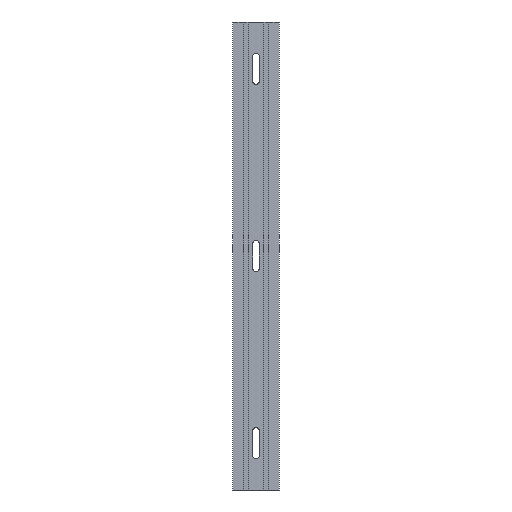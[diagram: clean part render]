
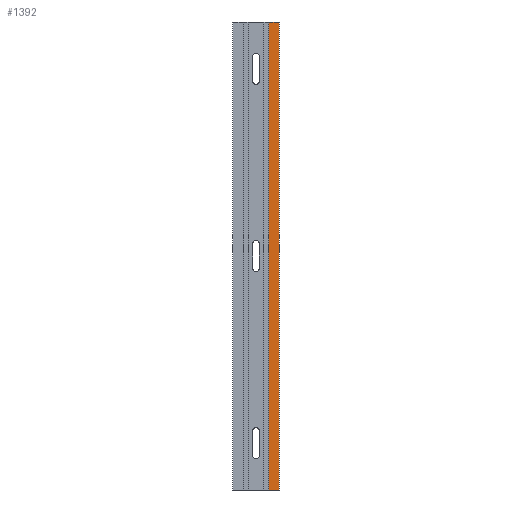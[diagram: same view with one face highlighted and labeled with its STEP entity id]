
A CAD part, front view. The second image highlights one B-rep face of the part: STEP entity #1392.
In plain terms, the highlighted planar face has unit normal (0, -1, 0).
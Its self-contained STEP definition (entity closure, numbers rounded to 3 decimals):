
#10 = VERTEX_POINT ( 'NONE', #1244 ) ;
#153 = DIRECTION ( 'NONE',  ( 1., 0., 0. ) ) ;
#210 = DIRECTION ( 'NONE',  ( 0., 0., 1. ) ) ;
#220 = FACE_OUTER_BOUND ( 'NONE', #1651, .T. ) ;
#268 = AXIS2_PLACEMENT_3D ( 'NONE', #497, #1092, #1844 ) ;
#292 = VECTOR ( 'NONE', #153, 1000. ) ;
#294 = VECTOR ( 'NONE', #210, 1000. ) ;
#343 = LINE ( 'NONE', #1539, #294 ) ;
#488 = CARTESIAN_POINT ( 'NONE',  ( 25., -6.353, 0. ) ) ;
#497 = CARTESIAN_POINT ( 'NONE',  ( 25., -6.353, -500. ) ) ;
#605 = DIRECTION ( 'NONE',  ( 0., 0., 1. ) ) ;
#672 = CARTESIAN_POINT ( 'NONE',  ( 25., -6.353, -500. ) ) ;
#708 = EDGE_CURVE ( 'NONE', #958, #1337, #894, .T. ) ;
#778 = VECTOR ( 'NONE', #1707, 1000. ) ;
#894 = LINE ( 'NONE', #1498, #292 ) ;
#926 = ORIENTED_EDGE ( 'NONE', *, *, #708, .T. ) ;
#951 = VERTEX_POINT ( 'NONE', #1425 ) ;
#958 = VERTEX_POINT ( 'NONE', #1897 ) ;
#1052 = ORIENTED_EDGE ( 'NONE', *, *, #1311, .F. ) ;
#1061 = ORIENTED_EDGE ( 'NONE', *, *, #1636, .T. ) ;
#1092 = DIRECTION ( 'NONE',  ( 0., -1., 0. ) ) ;
#1244 = CARTESIAN_POINT ( 'NONE',  ( 25., -6.353, 0. ) ) ;
#1296 = VECTOR ( 'NONE', #605, 1000. ) ;
#1311 = EDGE_CURVE ( 'NONE', #951, #10, #1700, .T. ) ;
#1323 = EDGE_CURVE ( 'NONE', #958, #951, #343, .T. ) ;
#1337 = VERTEX_POINT ( 'NONE', #672 ) ;
#1392 = ADVANCED_FACE ( 'NONE', ( #220 ), #1830, .T. ) ;
#1425 = CARTESIAN_POINT ( 'NONE',  ( 13.5, -6.353, 0. ) ) ;
#1481 = LINE ( 'NONE', #1794, #1296 ) ;
#1494 = ORIENTED_EDGE ( 'NONE', *, *, #1323, .F. ) ;
#1498 = CARTESIAN_POINT ( 'NONE',  ( 25., -6.353, -500. ) ) ;
#1539 = CARTESIAN_POINT ( 'NONE',  ( 13.5, -6.353, -500. ) ) ;
#1636 = EDGE_CURVE ( 'NONE', #1337, #10, #1481, .T. ) ;
#1651 = EDGE_LOOP ( 'NONE', ( #1052, #1494, #926, #1061 ) ) ;
#1700 = LINE ( 'NONE', #488, #778 ) ;
#1707 = DIRECTION ( 'NONE',  ( 1., 0., 0. ) ) ;
#1794 = CARTESIAN_POINT ( 'NONE',  ( 25., -6.353, -500. ) ) ;
#1830 = PLANE ( 'NONE',  #268 ) ;
#1844 = DIRECTION ( 'NONE',  ( 1., 0., 0. ) ) ;
#1897 = CARTESIAN_POINT ( 'NONE',  ( 13.5, -6.353, -500. ) ) ;
